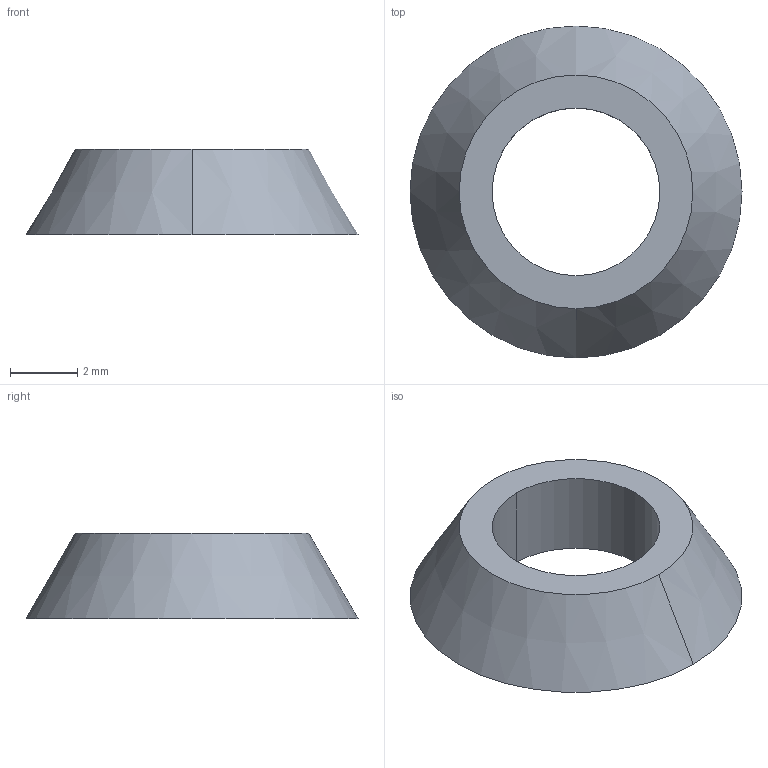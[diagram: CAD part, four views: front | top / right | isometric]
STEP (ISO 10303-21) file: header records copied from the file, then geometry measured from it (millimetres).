
FILE_DESCRIPTION (( 'STEP AP203' ), '1' );
FILE_NAME ('22-8749.STEP', '2023-11-09T18:20:20', ( '' ), ( '' ), 'SwSTEP 2.0', 'SolidWorks 2022', '' );
FILE_SCHEMA (( 'CONFIG_CONTROL_DESIGN' ));
Length unit declared in the file: inch
Products named in the file (1): 22-8749
Bounding box: 9.91 x 9.91 x 2.54 mm (x, y, z)
Volume: 93.6 mm3; surface area: 193.6 mm2
Topology: 1 solids, 1 shells, 6 faces, 12 edges, 8 vertices
Faces by surface type: cylinder 2, cone 2, plane 2
Entity records: 247 total; most frequent: DIRECTION 34, CARTESIAN_POINT 27, ORIENTED_EDGE 24, AXIS2_PLACEMENT_3D 15, EDGE_CURVE 12, EDGE_LOOP 8, VERTEX_POINT 8, CIRCLE 8
